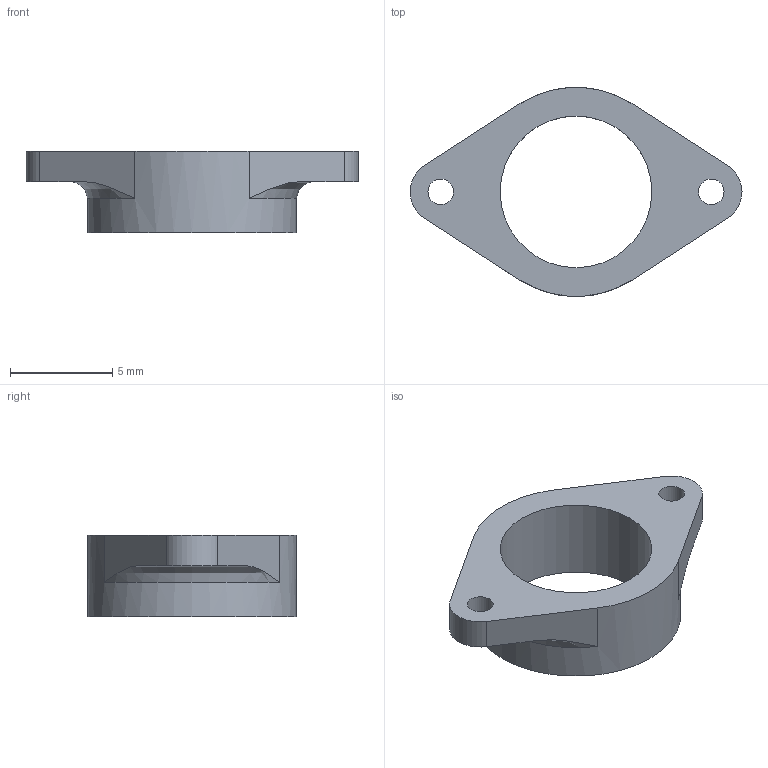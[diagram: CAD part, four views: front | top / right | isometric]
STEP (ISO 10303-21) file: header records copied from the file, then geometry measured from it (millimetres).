
FILE_DESCRIPTION(/* description */ (''),/* implementation_level */ '2;1');
FILE_NAME(/* name */ 'encodersupporter.stp',/* time_stamp */ '2025-02-22T08:00:31+09:00',/* author */ ('mhonda0119'),/* organization */ (''),/* preprocessor_version */ 'ST-DEVELOPER v20',/* originating_system */ 'Autodesk Inventor 2025',/* authorisation */ '');
FILE_SCHEMA (('AUTOMOTIVE_DESIGN { 1 0 10303 214 3 1 1 }'));
Length unit declared in the file: millimetre
Products named in the file (1): encodersupporter
Bounding box: 16.2 x 10.2 x 4 mm (x, y, z)
Volume: 192 mm3; surface area: 364.1 mm2
Topology: 1 solids, 1 shells, 16 faces, 93 edges, 147 vertices
Faces by surface type: plane 8, cylinder 6, torus 2
Full cylindrical faces by diameter (mm): 1.25 x2, 7.4 x1, 10.2 x1
Entity records: 885 total; most frequent: CARTESIAN_POINT 218, DIRECTION 144, ORIENTED_EDGE 84, AXIS2_PLACEMENT_3D 62, STYLED_ITEM 52, CIRCLE 45, EDGE_CURVE 42, VERTEX_POINT 28
